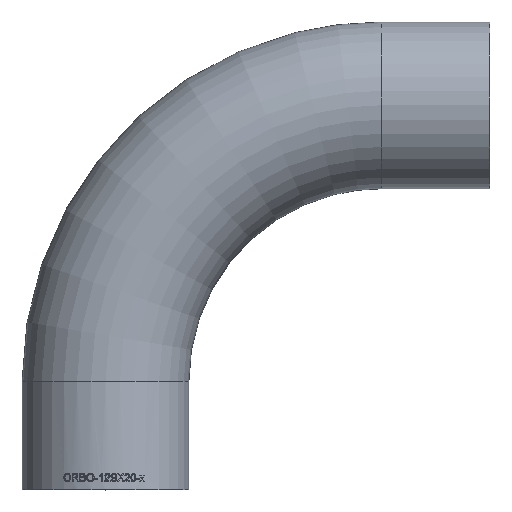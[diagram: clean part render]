
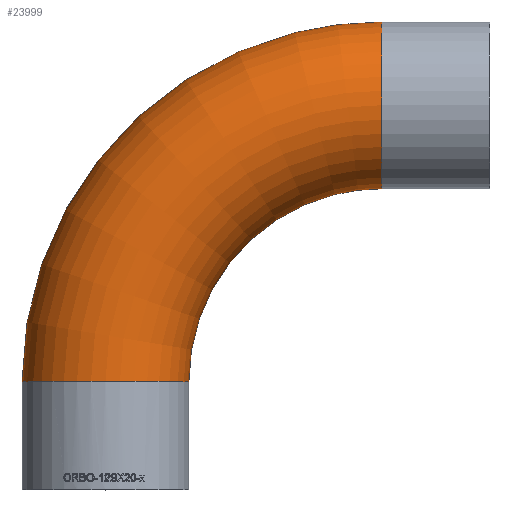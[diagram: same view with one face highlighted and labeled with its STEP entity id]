
A CAD part, top view. The second image highlights one B-rep face of the part: STEP entity #23999.
In plain terms, the highlighted toroidal (fillet/blend) face has major radius 255 mm and minor radius 77 mm.
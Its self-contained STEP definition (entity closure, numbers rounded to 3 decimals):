
#344 = ORIENTED_EDGE ( 'NONE', *, *, #20363, .T. ) ;
#1972 = DIRECTION ( 'NONE',  ( 1., 0., 0. ) ) ;
#2915 = VERTEX_POINT ( 'NONE', #26691 ) ;
#3221 = VERTEX_POINT ( 'NONE', #8007 ) ;
#4687 = DIRECTION ( 'NONE',  ( 0., 1., 0. ) ) ;
#5880 = ORIENTED_EDGE ( 'NONE', *, *, #28150, .F. ) ;
#6553 = DIRECTION ( 'NONE',  ( 0., 0., 1. ) ) ;
#6586 = DIRECTION ( 'NONE',  ( 0., 0., 1. ) ) ;
#7680 = FACE_OUTER_BOUND ( 'NONE', #26407, .T. ) ;
#8007 = CARTESIAN_POINT ( 'NONE',  ( 0., 355., 77. ) ) ;
#10261 = CIRCLE ( 'NONE', #12703, 77. ) ;
#11322 = CARTESIAN_POINT ( 'NONE',  ( -255., 100., 0. ) ) ;
#12284 = FACE_OUTER_BOUND ( 'NONE', #15200, .T. ) ;
#12703 = AXIS2_PLACEMENT_3D ( 'NONE', #11322, #4687, #6553 ) ;
#14574 = DIRECTION ( 'NONE',  ( 0., 0., -1. ) ) ;
#15200 = EDGE_LOOP ( 'NONE', ( #344 ) ) ;
#17088 = AXIS2_PLACEMENT_3D ( 'NONE', #23789, #14574, #28238 ) ;
#17949 = CIRCLE ( 'NONE', #21377, 77. ) ;
#20091 = TOROIDAL_SURFACE ( 'NONE', #17088, 255., 77. ) ;
#20363 = EDGE_CURVE ( 'NONE', #2915, #2915, #10261, .T. ) ;
#21377 = AXIS2_PLACEMENT_3D ( 'NONE', #25755, #1972, #6586 ) ;
#23789 = CARTESIAN_POINT ( 'NONE',  ( 0., 100., 0. ) ) ;
#23999 = ADVANCED_FACE ( 'NONE', ( #7680, #12284 ), #20091, .T. ) ;
#25755 = CARTESIAN_POINT ( 'NONE',  ( 0., 355., 0. ) ) ;
#26407 = EDGE_LOOP ( 'NONE', ( #5880 ) ) ;
#26691 = CARTESIAN_POINT ( 'NONE',  ( -255., 100., 77. ) ) ;
#28150 = EDGE_CURVE ( 'NONE', #3221, #3221, #17949, .T. ) ;
#28238 = DIRECTION ( 'NONE',  ( -1., 0., 0. ) ) ;
